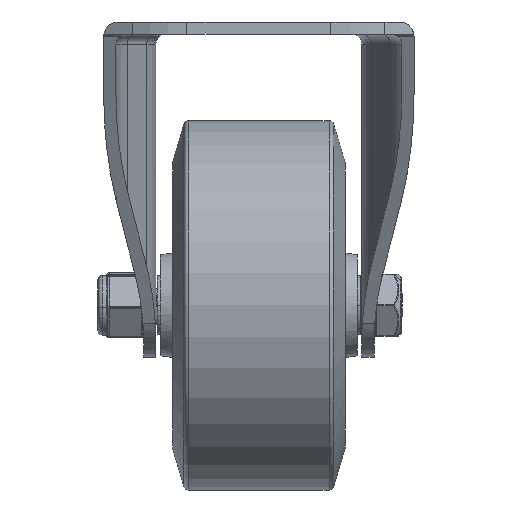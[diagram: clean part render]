
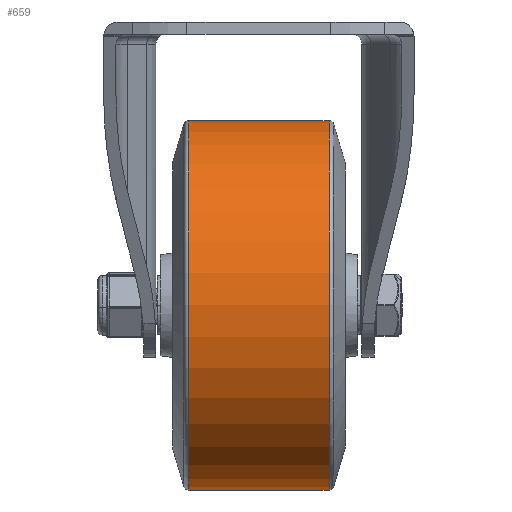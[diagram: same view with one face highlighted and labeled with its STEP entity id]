
A CAD part, left-side view. The second image highlights one B-rep face of the part: STEP entity #659.
In plain terms, the highlighted cylindrical face has radius 37.5 mm (diameter 75 mm), a partial arc.
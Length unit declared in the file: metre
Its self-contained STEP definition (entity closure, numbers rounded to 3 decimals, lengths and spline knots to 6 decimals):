
#659=ADVANCED_FACE('1:3441',(#1280),#1281,.T.);
#1280=FACE_OUTER_BOUND('',#2191,.T.);
#1281=CYLINDRICAL_SURFACE('',#2192,0.0375);
#2191=EDGE_LOOP('',(#8703,#8704,#8705,#8706));
#2192=AXIS2_PLACEMENT_3D('',#8707,#8708,#8709);
#8703=ORIENTED_EDGE('',*,*,#11505,.F.);
#8704=ORIENTED_EDGE('',*,*,#11506,.T.);
#8705=ORIENTED_EDGE('',*,*,#11507,.F.);
#8706=ORIENTED_EDGE('',*,*,#11508,.F.);
#8707=CARTESIAN_POINT('',(0.0,0.,0.0));
#8708=DIRECTION('',(0.0,-1.0,0.0));
#8709=DIRECTION('',(0.0,0.0,1.0));
#11505=EDGE_CURVE('',#12760,#12756,#12761,.T.);
#11506=EDGE_CURVE('1:3456',#12760,#12762,#12763,.T.);
#11507=EDGE_CURVE('',#12754,#12762,#12764,.T.);
#11508=EDGE_CURVE('1:3462',#12756,#12754,#12765,.T.);
#12754=VERTEX_POINT('',#14980);
#12756=VERTEX_POINT('',#14982);
#12760=VERTEX_POINT('',#14986);
#12761=LINE('',#14987,#14988);
#12762=VERTEX_POINT('',#14989);
#12763=CIRCLE('',#14990,0.0375);
#12764=LINE('',#14991,#14992);
#12765=CIRCLE('',#14993,0.0375);
#14980=CARTESIAN_POINT('',(0.,-0.014252,-0.0375));
#14982=CARTESIAN_POINT('',(0.0,-0.014252,0.0375));
#14986=CARTESIAN_POINT('',(0.0,0.014252,0.0375));
#14987=CARTESIAN_POINT('',(0.,0.,0.0375));
#14988=VECTOR('',#19322,1.0);
#14989=CARTESIAN_POINT('',(0.,0.014252,-0.0375));
#14990=AXIS2_PLACEMENT_3D('',#19323,#19324,#19325);
#14991=CARTESIAN_POINT('',(0.,0.,-0.0375));
#14992=VECTOR('',#19326,1.0);
#14993=AXIS2_PLACEMENT_3D('',#19327,#19328,#19329);
#19322=DIRECTION('',(0.0,-1.0,0.0));
#19323=CARTESIAN_POINT('',(0.0,0.014252,0.0));
#19324=DIRECTION('',(0.0,-1.0,0.0));
#19325=DIRECTION('',(0.0,0.0,1.0));
#19326=DIRECTION('',(-0.0,1.0,-0.0));
#19327=CARTESIAN_POINT('',(0.0,-0.014252,0.0));
#19328=DIRECTION('',(0.0,-1.0,0.0));
#19329=DIRECTION('',(0.0,0.0,1.0));
